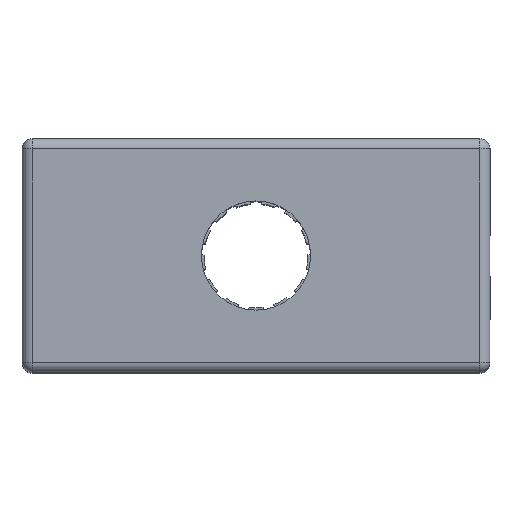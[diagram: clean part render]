
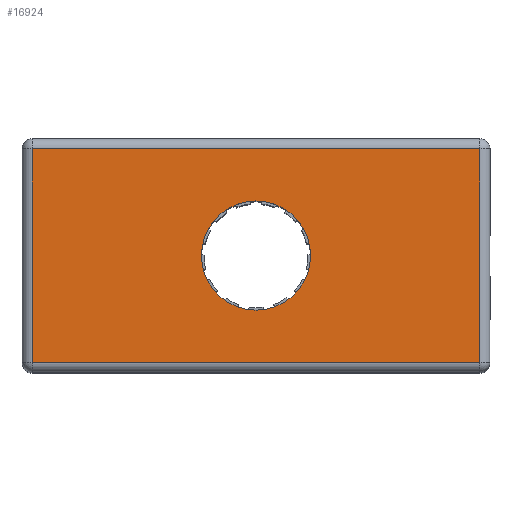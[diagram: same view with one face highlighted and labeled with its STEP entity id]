
A CAD part, top view. The second image highlights one B-rep face of the part: STEP entity #16924.
In plain terms, the highlighted planar face has unit normal (0, 0, 1).
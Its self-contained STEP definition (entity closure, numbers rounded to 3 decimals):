
#14454=CARTESIAN_POINT('',(9.18,32.819,95.0));
#14455=VERTEX_POINT('',#14454);
#14456=CARTESIAN_POINT('',(9.18,22.319,95.0));
#14457=DIRECTION('',(0.0,0.0,-1.0));
#14458=DIRECTION('',(0.0,1.0,0.0));
#14459=AXIS2_PLACEMENT_3D('',#14456,#14457,#14458);
#14460=CIRCLE('',#14459,10.5);
#14461=EDGE_CURVE('',#14455,#14455,#14460,.T.);
#16586=CARTESIAN_POINT('',(-33.82,42.819,95.0));
#16587=VERTEX_POINT('',#16586);
#16621=CARTESIAN_POINT('',(-33.82,1.819,95.0));
#16622=VERTEX_POINT('',#16621);
#16647=CARTESIAN_POINT('',(52.18,42.819,95.0));
#16648=VERTEX_POINT('',#16647);
#16680=CARTESIAN_POINT('',(52.18,1.819,95.0));
#16681=VERTEX_POINT('',#16680);
#16745=CARTESIAN_POINT('',(52.18,42.819,95.0));
#16746=DIRECTION('',(0.0,-1.0,0.0));
#16747=VECTOR('',#16746,41.);
#16748=LINE('',#16745,#16747);
#16749=EDGE_CURVE('',#16648,#16681,#16748,.T.);
#16767=CARTESIAN_POINT('',(52.18,1.819,95.0));
#16768=DIRECTION('',(-1.0,0.0,0.0));
#16769=VECTOR('',#16768,86.0);
#16770=LINE('',#16767,#16769);
#16771=EDGE_CURVE('',#16681,#16622,#16770,.T.);
#16811=CARTESIAN_POINT('',(-33.82,42.819,95.0));
#16812=DIRECTION('',(1.0,0.0,0.0));
#16813=VECTOR('',#16812,86.);
#16814=LINE('',#16811,#16813);
#16815=EDGE_CURVE('',#16587,#16648,#16814,.T.);
#16855=CARTESIAN_POINT('',(-33.82,1.819,95.0));
#16856=DIRECTION('',(0.0,1.0,0.0));
#16857=VECTOR('',#16856,41.0);
#16858=LINE('',#16855,#16857);
#16859=EDGE_CURVE('',#16622,#16587,#16858,.T.);
#16910=CARTESIAN_POINT('',(9.18,22.319,95.0));
#16911=DIRECTION('',(0.0,0.0,1.0));
#16912=DIRECTION('',(0.0,1.0,0.0));
#16913=AXIS2_PLACEMENT_3D('',#16910,#16911,#16912);
#16914=PLANE('',#16913);
#16915=ORIENTED_EDGE('',*,*,#16749,.F.);
#16916=ORIENTED_EDGE('',*,*,#16815,.F.);
#16917=ORIENTED_EDGE('',*,*,#16859,.F.);
#16918=ORIENTED_EDGE('',*,*,#16771,.F.);
#16919=EDGE_LOOP('',(#16915,#16916,#16917,#16918));
#16920=FACE_OUTER_BOUND('',#16919,.T.);
#16921=ORIENTED_EDGE('',*,*,#14461,.T.);
#16922=EDGE_LOOP('',(#16921));
#16923=FACE_BOUND('',#16922,.T.);
#16924=ADVANCED_FACE('',(#16920,#16923),#16914,.T.);
